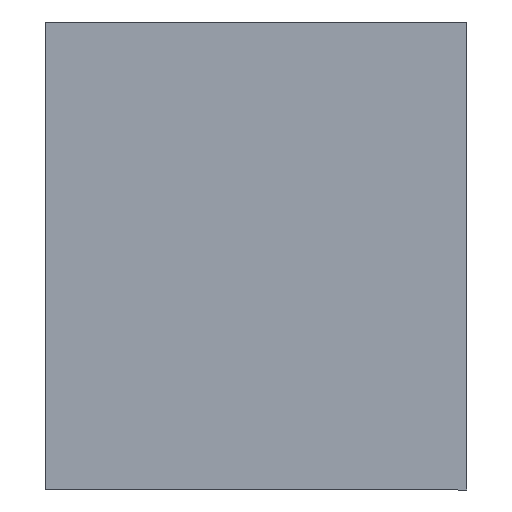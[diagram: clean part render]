
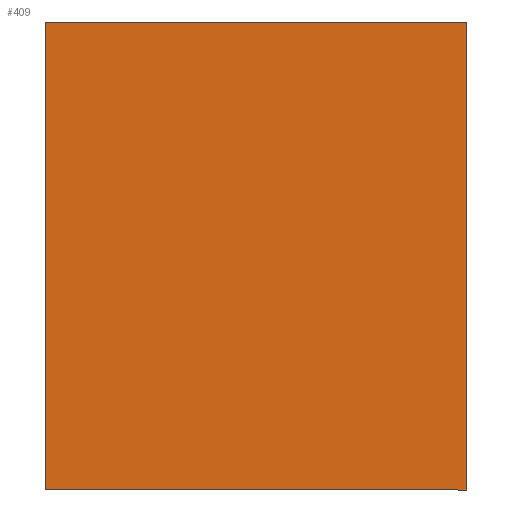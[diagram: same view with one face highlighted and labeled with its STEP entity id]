
A CAD part, left-side view. The second image highlights one B-rep face of the part: STEP entity #409.
In plain terms, the highlighted planar face has unit normal (-1, 0, 0).
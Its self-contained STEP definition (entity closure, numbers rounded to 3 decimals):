
#6 = CARTESIAN_POINT ( 'NONE',  ( -1.25, 1., 0.9 ) ) ;
#7 = DIRECTION ( 'NONE',  ( 0., 1., 0. ) ) ;
#10 = CARTESIAN_POINT ( 'NONE',  ( -1.25, 1., -0.9 ) ) ;
#11 = DIRECTION ( 'NONE',  ( 0., 0., -1. ) ) ;
#12 = CARTESIAN_POINT ( 'NONE',  ( -1.25, 1., -0.9 ) ) ;
#14 = DIRECTION ( 'NONE',  ( 0., -1., 0. ) ) ;
#23 = PLANE ( 'NONE',  #632 ) ;
#24 = CARTESIAN_POINT ( 'NONE',  ( -1.25, 0., 0. ) ) ;
#25 = DIRECTION ( 'NONE',  ( -1., 0., 0. ) ) ;
#26 = DIRECTION ( 'NONE',  ( 0., 0., 1. ) ) ;
#119 = CARTESIAN_POINT ( 'NONE',  ( -1.25, -1., -0.9 ) ) ;
#126 = DIRECTION ( 'NONE',  ( 0., 0., 1. ) ) ;
#151 = VECTOR ( 'NONE', #7, 1000. ) ;
#153 = VECTOR ( 'NONE', #11, 1000. ) ;
#156 = LINE ( 'NONE', #12, #157 ) ;
#157 = VECTOR ( 'NONE', #14, 1000. ) ;
#160 = LINE ( 'NONE', #10, #153 ) ;
#165 = LINE ( 'NONE', #6, #151 ) ;
#171 = CARTESIAN_POINT ( 'NONE',  ( -1.25, -1., 0.9 ) ) ;
#172 = CARTESIAN_POINT ( 'NONE',  ( -1.25, 1., -0.9 ) ) ;
#174 = CARTESIAN_POINT ( 'NONE',  ( -1.25, -1., -0.9 ) ) ;
#176 = CARTESIAN_POINT ( 'NONE',  ( -1.25, 1., 0.9 ) ) ;
#245 = FACE_OUTER_BOUND ( 'NONE', #377, .T. ) ;
#314 = ORIENTED_EDGE ( 'NONE', *, *, #713, .T. ) ;
#323 = VERTEX_POINT ( 'NONE', #174 ) ;
#324 = VERTEX_POINT ( 'NONE', #172 ) ;
#326 = VERTEX_POINT ( 'NONE', #171 ) ;
#347 = ORIENTED_EDGE ( 'NONE', *, *, #674, .T. ) ;
#348 = ORIENTED_EDGE ( 'NONE', *, *, #716, .T. ) ;
#349 = ORIENTED_EDGE ( 'NONE', *, *, #715, .T. ) ;
#356 = VERTEX_POINT ( 'NONE', #176 ) ;
#377 = EDGE_LOOP ( 'NONE', ( #314, #349, #348, #347 ) ) ;
#409 = ADVANCED_FACE ( 'NONE', ( #245 ), #23, .T. ) ;
#538 = VECTOR ( 'NONE', #126, 1000. ) ;
#572 = LINE ( 'NONE', #119, #538 ) ;
#632 = AXIS2_PLACEMENT_3D ( 'NONE', #24, #25, #26 ) ;
#674 = EDGE_CURVE ( 'NONE', #323, #326, #572, .T. ) ;
#713 = EDGE_CURVE ( 'NONE', #326, #356, #165, .T. ) ;
#715 = EDGE_CURVE ( 'NONE', #356, #324, #160, .T. ) ;
#716 = EDGE_CURVE ( 'NONE', #324, #323, #156, .T. ) ;
